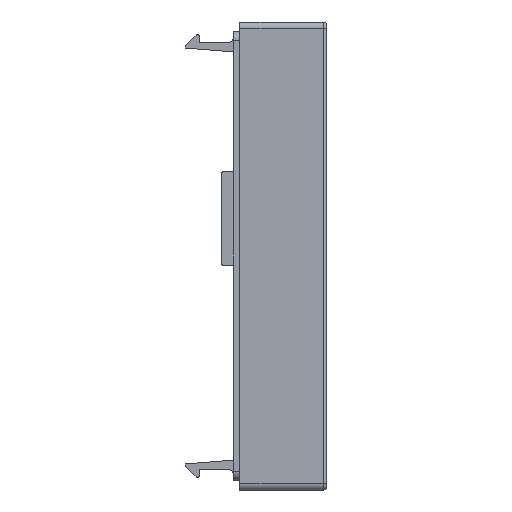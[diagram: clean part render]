
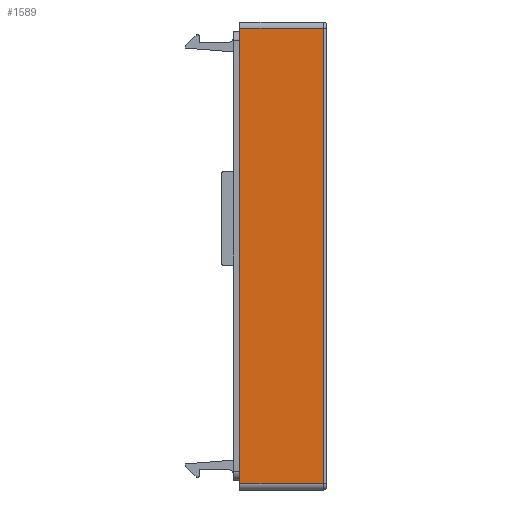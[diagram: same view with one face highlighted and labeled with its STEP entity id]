
A CAD part, left-side view. The second image highlights one B-rep face of the part: STEP entity #1589.
In plain terms, the highlighted planar face has unit normal (-1, 0, 0).
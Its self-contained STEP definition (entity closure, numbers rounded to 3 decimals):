
#244 = VECTOR ( 'NONE', #5991, 1000. ) ;
#438 = VERTEX_POINT ( 'NONE', #3870 ) ;
#1048 = PLANE ( 'NONE',  #6064 ) ;
#1431 = DIRECTION ( 'NONE',  ( 0., 0., 1. ) ) ;
#1472 = CARTESIAN_POINT ( 'NONE',  ( -56., 13.95, -37.5 ) ) ;
#1552 = CARTESIAN_POINT ( 'NONE',  ( -56., 13.95, 36.5 ) ) ;
#1565 = VECTOR ( 'NONE', #6794, 1000. ) ;
#1589 = ADVANCED_FACE ( 'NONE', ( #5662 ), #1048, .F. ) ;
#1673 = DIRECTION ( 'NONE',  ( 1., 0., 0. ) ) ;
#1825 = VECTOR ( 'NONE', #1431, 1000. ) ;
#1977 = EDGE_CURVE ( 'NONE', #438, #4281, #5358, .T. ) ;
#2157 = CARTESIAN_POINT ( 'NONE',  ( -56., 13.95, 36.5 ) ) ;
#2212 = DIRECTION ( 'NONE',  ( 0., -1., 0. ) ) ;
#2251 = CARTESIAN_POINT ( 'NONE',  ( -56., 0.5, 36.5 ) ) ;
#2789 = CARTESIAN_POINT ( 'NONE',  ( -56., 13.95, -37.5 ) ) ;
#3134 = VECTOR ( 'NONE', #2212, 1000. ) ;
#3483 = CARTESIAN_POINT ( 'NONE',  ( -56., 13.95, -36.5 ) ) ;
#3644 = CARTESIAN_POINT ( 'NONE',  ( -56., 0.5, -37.5 ) ) ;
#3765 = EDGE_CURVE ( 'NONE', #4281, #6963, #7254, .T. ) ;
#3861 = ORIENTED_EDGE ( 'NONE', *, *, #3765, .T. ) ;
#3870 = CARTESIAN_POINT ( 'NONE',  ( -56., 0.5, -36.5 ) ) ;
#3871 = DIRECTION ( 'NONE',  ( 0., 0., -1. ) ) ;
#4227 = ORIENTED_EDGE ( 'NONE', *, *, #1977, .T. ) ;
#4281 = VERTEX_POINT ( 'NONE', #2251 ) ;
#4323 = VERTEX_POINT ( 'NONE', #3483 ) ;
#4345 = EDGE_LOOP ( 'NONE', ( #6864, #4227, #3861, #5888 ) ) ;
#4444 = CARTESIAN_POINT ( 'NONE',  ( -56., 13.95, -36.5 ) ) ;
#5043 = LINE ( 'NONE', #4444, #3134 ) ;
#5358 = LINE ( 'NONE', #3644, #244 ) ;
#5584 = EDGE_CURVE ( 'NONE', #4323, #6963, #5865, .T. ) ;
#5662 = FACE_OUTER_BOUND ( 'NONE', #4345, .T. ) ;
#5754 = EDGE_CURVE ( 'NONE', #4323, #438, #5043, .T. ) ;
#5865 = LINE ( 'NONE', #1472, #1825 ) ;
#5888 = ORIENTED_EDGE ( 'NONE', *, *, #5584, .F. ) ;
#5991 = DIRECTION ( 'NONE',  ( 0., 0., 1. ) ) ;
#6064 = AXIS2_PLACEMENT_3D ( 'NONE', #2789, #1673, #3871 ) ;
#6794 = DIRECTION ( 'NONE',  ( 0., 1., 0. ) ) ;
#6864 = ORIENTED_EDGE ( 'NONE', *, *, #5754, .T. ) ;
#6963 = VERTEX_POINT ( 'NONE', #1552 ) ;
#7254 = LINE ( 'NONE', #2157, #1565 ) ;
